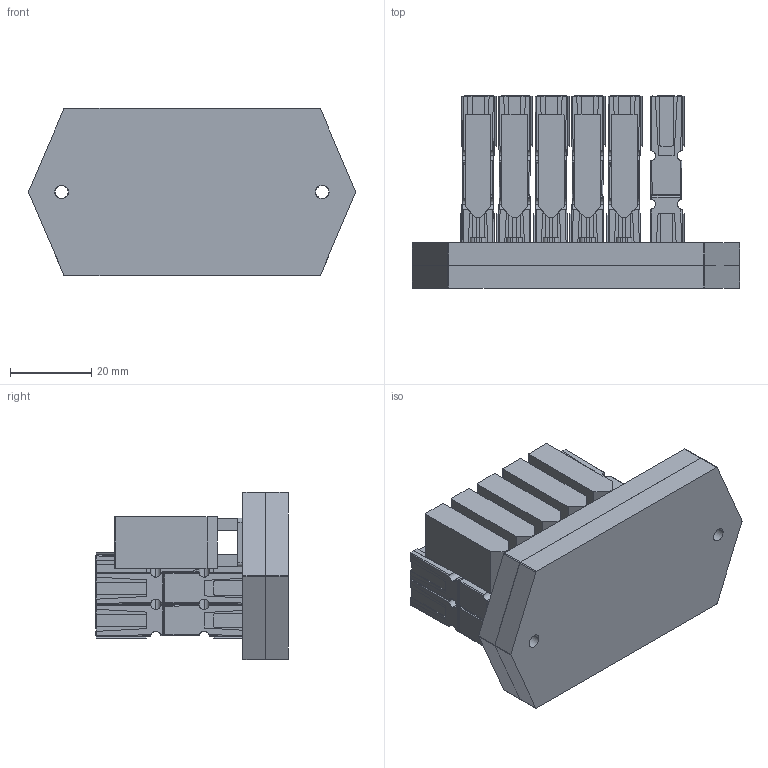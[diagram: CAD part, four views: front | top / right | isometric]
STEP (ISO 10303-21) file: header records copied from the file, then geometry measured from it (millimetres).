
FILE_DESCRIPTION (( 'STEP AP214' ), '1' );
FILE_NAME ('am-3699 PP45 Distribution Board.STEP', '2019-12-09T15:54:29', ( '' ), ( '' ), 'SwSTEP 2.0', 'SolidWorks 2019', '' );
FILE_SCHEMA (( 'AUTOMOTIVE_DESIGN' ));
Length unit declared in the file: millimetre
Products named in the file (24): PP45 Pair; Polycarb_Mounting_Block; PP45 Joined Pair; Polycarb_Mounting_Lid; am-3699 PP45 Distribution Board; PP45 Vertical Pair; PCB; PP45 Vertical Joined Pair; PP45; 30A mini reset
Assembly tree (50 placements, depth 4):
  am-3699 PP45 Distribution Board
    PCB
    PP45 Joined Pair
      PP45 Pair
        PP45  x2
      PP45 Pair
        PP45  x2
    PP45 Joined Pair
      PP45 Pair
        PP45  x2
      PP45 Pair
        PP45  x2
    PP45 Joined Pair
      PP45 Pair
        PP45  x2
      PP45 Pair
        PP45  x2
    PP45 Joined Pair
      PP45 Pair
        PP45  x2
      PP45 Pair
        PP45  x2
    PP45 Joined Pair
      PP45 Pair
        PP45  x2
      PP45 Pair
        PP45  x2
    30A mini reset  x5
    Polycarb_Mounting_Lid
    Polycarb_Mounting_Block
    PP45 Vertical Joined Pair
      PP45 Vertical Pair
        PP45  x2
      PP45 Vertical Pair
        PP45  x2
Bounding box: 80.57 x 47.42 x 41.29 mm (x, y, z)
Volume: 52011.8 mm3; surface area: 56102.6 mm2
Topology: 32 solids, 32 shells, 7239 faces, 19095 edges, 12514 vertices
Faces by surface type: plane 4985, bspline 1392, cylinder 862
Entity records: 20117 total; most frequent: CARTESIAN_POINT 6880, ORIENTED_EDGE 2658, DIRECTION 2438, EDGE_CURVE 1329, VECTOR 936, LINE 936, VERTEX_POINT 877, AXIS2_PLACEMENT_3D 751
